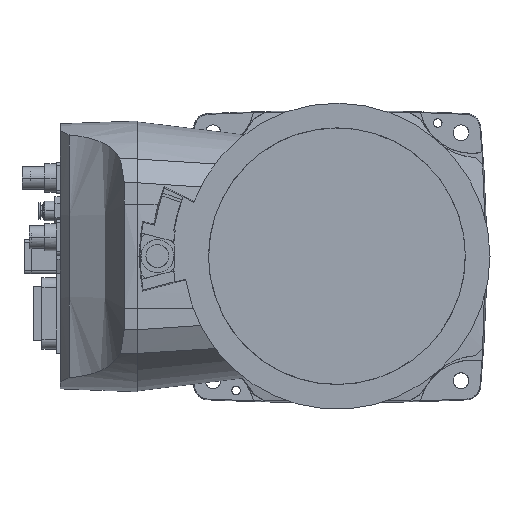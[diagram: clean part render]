
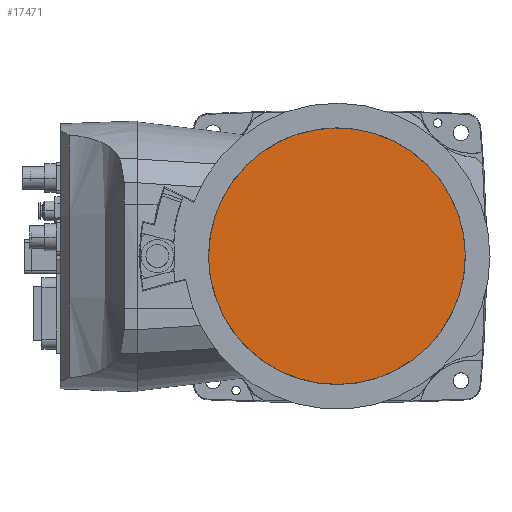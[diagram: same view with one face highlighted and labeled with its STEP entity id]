
A CAD part, top view. The second image highlights one B-rep face of the part: STEP entity #17471.
In plain terms, the highlighted planar face has unit normal (0, 0, 1).
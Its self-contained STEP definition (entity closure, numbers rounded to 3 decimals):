
#373 = CARTESIAN_POINT ( 'NONE',  ( 85.403, -28.999, 224. ) ) ;
#991 = B_SPLINE_CURVE_WITH_KNOTS ( 'NONE', 3,
 ( #8860, #7367, #8925, #18321, #8990, #4218, #2655, #7564, #4350, #19906, #12217, #12015, #10501, #10564, #15191, #5776, #2724, #9122, #13815, #10700, #16741, #1144, #1214, #12085, #2840, #19970, #13679, #12143, #4415, #16875, #15381, #4282, #5980, #15256 ),
 .UNSPECIFIED., .F., .F.,
 ( 4, 2, 2, 2, 2, 2, 2, 2, 2, 2, 2, 2, 2, 2, 2, 2, 4 ),
 ( 0.5, 0.531, 0.563, 0.594, 0.625, 0.656, 0.688, 0.719, 0.75, 0.781, 0.813, 0.844, 0.875, 0.906, 0.938, 0.969, 1. ),
 .UNSPECIFIED. ) ;
#1144 = CARTESIAN_POINT ( 'NONE',  ( 39.884, 80.895, 224. ) ) ;
#1214 = CARTESIAN_POINT ( 'NONE',  ( 45.104, 78.105, 224. ) ) ;
#1872 = CARTESIAN_POINT ( 'NONE',  ( -11.781, -89.42, 224. ) ) ;
#1949 = CARTESIAN_POINT ( 'NONE',  ( -23.335, -87.121, 224. ) ) ;
#2655 = CARTESIAN_POINT ( 'NONE',  ( -78.105, 45.104, 224. ) ) ;
#2668 = VERTEX_POINT ( 'NONE', #12580 ) ;
#2724 = CARTESIAN_POINT ( 'NONE',  ( -5.89, 90., 224. ) ) ;
#2840 = CARTESIAN_POINT ( 'NONE',  ( 59.474, 67.805, 224. ) ) ;
#3583 = CARTESIAN_POINT ( 'NONE',  ( -80.895, -39.884, 224. ) ) ;
#3657 = CARTESIAN_POINT ( 'NONE',  ( -28.999, -85.403, 224. ) ) ;
#4218 = CARTESIAN_POINT ( 'NONE',  ( -80.895, 39.884, 224. ) ) ;
#4282 = CARTESIAN_POINT ( 'NONE',  ( 89.42, 11.781, 224. ) ) ;
#4350 = CARTESIAN_POINT ( 'NONE',  ( -67.805, 59.474, 224. ) ) ;
#4415 = CARTESIAN_POINT ( 'NONE',  ( 80.895, 39.884, 224. ) ) ;
#4734 = EDGE_LOOP ( 'NONE', ( #11890, #10801 ) ) ;
#4927 = CARTESIAN_POINT ( 'NONE',  ( 87.121, -23.335, 224. ) ) ;
#4997 = CARTESIAN_POINT ( 'NONE',  ( 80.895, -39.884, 224. ) ) ;
#5776 = CARTESIAN_POINT ( 'NONE',  ( -11.781, 89.42, 224. ) ) ;
#5980 = CARTESIAN_POINT ( 'NONE',  ( 90., 5.89, 224. ) ) ;
#6502 = CARTESIAN_POINT ( 'NONE',  ( 23.335, -87.121, 224. ) ) ;
#6581 = CARTESIAN_POINT ( 'NONE',  ( -59.474, -67.805, 224. ) ) ;
#6719 = CARTESIAN_POINT ( 'NONE',  ( 89.42, -11.781, 224. ) ) ;
#6821 = CARTESIAN_POINT ( 'NONE',  ( 90., 0., 224. ) ) ;
#6977 = VERTEX_POINT ( 'NONE', #6821 ) ;
#7367 = CARTESIAN_POINT ( 'NONE',  ( -90., 5.89, 224. ) ) ;
#7564 = CARTESIAN_POINT ( 'NONE',  ( -71.56, 54.899, 224. ) ) ;
#8026 = EDGE_CURVE ( 'NONE', #6977, #2668, #17930, .T. ) ;
#8095 = CARTESIAN_POINT ( 'NONE',  ( -54.899, -71.56, 224. ) ) ;
#8164 = CARTESIAN_POINT ( 'NONE',  ( -90., 0., 224. ) ) ;
#8289 = CARTESIAN_POINT ( 'NONE',  ( 0., 0., 224. ) ) ;
#8373 = CARTESIAN_POINT ( 'NONE',  ( -71.56, -54.899, 224. ) ) ;
#8860 = CARTESIAN_POINT ( 'NONE',  ( -90., 0., 224. ) ) ;
#8925 = CARTESIAN_POINT ( 'NONE',  ( -89.42, 11.781, 224. ) ) ;
#8953 = AXIS2_PLACEMENT_3D ( 'NONE', #8289, #19173, #14381 ) ;
#8990 = CARTESIAN_POINT ( 'NONE',  ( -85.403, 28.999, 224. ) ) ;
#9122 = CARTESIAN_POINT ( 'NONE',  ( 5.89, 90., 224. ) ) ;
#9849 = CARTESIAN_POINT ( 'NONE',  ( 90., -5.89, 224. ) ) ;
#10501 = CARTESIAN_POINT ( 'NONE',  ( -39.884, 80.895, 224. ) ) ;
#10564 = CARTESIAN_POINT ( 'NONE',  ( -28.999, 85.403, 224. ) ) ;
#10700 = CARTESIAN_POINT ( 'NONE',  ( 23.335, 87.121, 224. ) ) ;
#10801 = ORIENTED_EDGE ( 'NONE', *, *, #12514, .F. ) ;
#11145 = CARTESIAN_POINT ( 'NONE',  ( -78.105, -45.104, 224. ) ) ;
#11226 = CARTESIAN_POINT ( 'NONE',  ( 11.781, -89.42, 224. ) ) ;
#11362 = CARTESIAN_POINT ( 'NONE',  ( -67.805, -59.474, 224. ) ) ;
#11435 = CARTESIAN_POINT ( 'NONE',  ( -5.89, -90., 224. ) ) ;
#11890 = ORIENTED_EDGE ( 'NONE', *, *, #8026, .F. ) ;
#12015 = CARTESIAN_POINT ( 'NONE',  ( -45.104, 78.105, 224. ) ) ;
#12085 = CARTESIAN_POINT ( 'NONE',  ( 54.899, 71.56, 224. ) ) ;
#12143 = CARTESIAN_POINT ( 'NONE',  ( 78.105, 45.104, 224. ) ) ;
#12217 = CARTESIAN_POINT ( 'NONE',  ( -54.899, 71.56, 224. ) ) ;
#12514 = EDGE_CURVE ( 'NONE', #2668, #6977, #991, .T. ) ;
#12580 = CARTESIAN_POINT ( 'NONE',  ( -90., 0., 224. ) ) ;
#12739 = CARTESIAN_POINT ( 'NONE',  ( 71.56, -54.899, 224. ) ) ;
#12808 = CARTESIAN_POINT ( 'NONE',  ( 5.89, -90., 224. ) ) ;
#12880 = CARTESIAN_POINT ( 'NONE',  ( -89.42, -11.781, 224. ) ) ;
#13025 = CARTESIAN_POINT ( 'NONE',  ( 39.884, -80.895, 224. ) ) ;
#13679 = CARTESIAN_POINT ( 'NONE',  ( 71.56, 54.899, 224. ) ) ;
#13815 = CARTESIAN_POINT ( 'NONE',  ( 11.781, 89.42, 224. ) ) ;
#14381 = DIRECTION ( 'NONE',  ( 1., 0., 0. ) ) ;
#14470 = CARTESIAN_POINT ( 'NONE',  ( 78.105, -45.104, 224. ) ) ;
#14539 = CARTESIAN_POINT ( 'NONE',  ( -39.884, -80.895, 224. ) ) ;
#15191 = CARTESIAN_POINT ( 'NONE',  ( -23.335, 87.121, 224. ) ) ;
#15256 = CARTESIAN_POINT ( 'NONE',  ( 90., 0., 224. ) ) ;
#15381 = CARTESIAN_POINT ( 'NONE',  ( 87.121, 23.335, 224. ) ) ;
#15891 = CARTESIAN_POINT ( 'NONE',  ( 28.999, -85.403, 224. ) ) ;
#15959 = CARTESIAN_POINT ( 'NONE',  ( 54.899, -71.56, 224. ) ) ;
#16741 = CARTESIAN_POINT ( 'NONE',  ( 28.999, 85.403, 224. ) ) ;
#16875 = CARTESIAN_POINT ( 'NONE',  ( 85.403, 28.999, 224. ) ) ;
#17463 = CARTESIAN_POINT ( 'NONE',  ( -45.104, -78.105, 224. ) ) ;
#17471 = ADVANCED_FACE ( 'NONE', ( #19764 ), #17678, .T. ) ;
#17535 = CARTESIAN_POINT ( 'NONE',  ( -90., -5.89, 224. ) ) ;
#17615 = CARTESIAN_POINT ( 'NONE',  ( -85.403, -28.999, 224. ) ) ;
#17678 = PLANE ( 'NONE',  #8953 ) ;
#17749 = CARTESIAN_POINT ( 'NONE',  ( 67.805, -59.474, 224. ) ) ;
#17930 = B_SPLINE_CURVE_WITH_KNOTS ( 'NONE', 3,
 ( #20295, #9849, #6719, #4927, #373, #4997, #14470, #12739, #17749, #19249, #15959, #19183, #13025, #15891, #6502, #11226, #12808, #11435, #1872, #1949, #3657, #14539, #17463, #8095, #6581, #11362, #8373, #11145, #3583, #17615, #19044, #12880, #17535, #8164 ),
 .UNSPECIFIED., .F., .F.,
 ( 4, 2, 2, 2, 2, 2, 2, 2, 2, 2, 2, 2, 2, 2, 2, 2, 4 ),
 ( 0., 0.031, 0.062, 0.094, 0.125, 0.156, 0.187, 0.219, 0.25, 0.281, 0.313, 0.344, 0.375, 0.406, 0.438, 0.469, 0.5 ),
 .UNSPECIFIED. ) ;
#18321 = CARTESIAN_POINT ( 'NONE',  ( -87.121, 23.335, 224. ) ) ;
#19044 = CARTESIAN_POINT ( 'NONE',  ( -87.121, -23.335, 224. ) ) ;
#19173 = DIRECTION ( 'NONE',  ( 0., 0., 1. ) ) ;
#19183 = CARTESIAN_POINT ( 'NONE',  ( 45.104, -78.105, 224. ) ) ;
#19249 = CARTESIAN_POINT ( 'NONE',  ( 59.474, -67.805, 224. ) ) ;
#19764 = FACE_OUTER_BOUND ( 'NONE', #4734, .T. ) ;
#19906 = CARTESIAN_POINT ( 'NONE',  ( -59.474, 67.805, 224. ) ) ;
#19970 = CARTESIAN_POINT ( 'NONE',  ( 67.805, 59.474, 224. ) ) ;
#20295 = CARTESIAN_POINT ( 'NONE',  ( 90., 0., 224. ) ) ;
